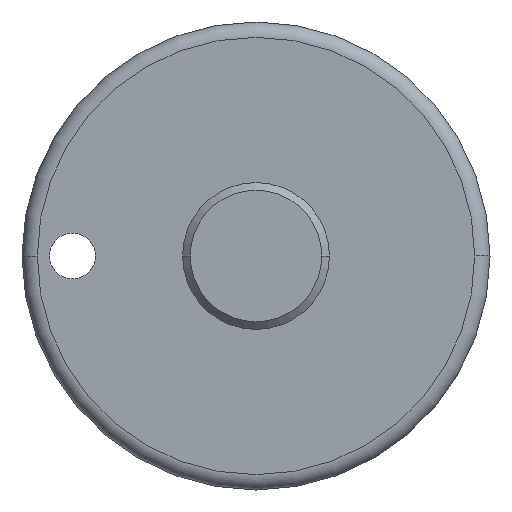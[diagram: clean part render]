
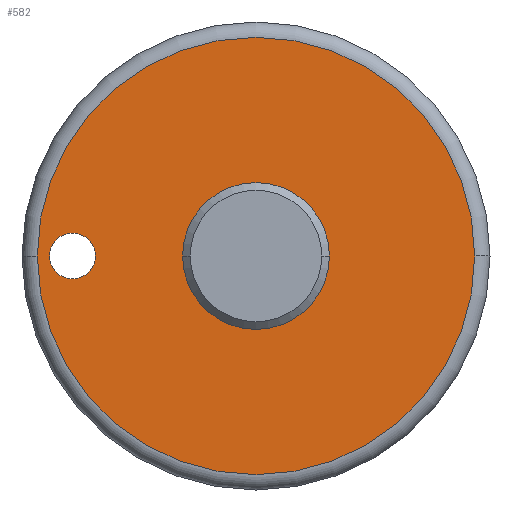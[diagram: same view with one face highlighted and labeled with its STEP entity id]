
A CAD part, left-side view. The second image highlights one B-rep face of the part: STEP entity #582.
In plain terms, the highlighted planar face has unit normal (-1, 0, 0).
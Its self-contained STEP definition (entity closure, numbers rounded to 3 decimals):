
#23 = CIRCLE ( 'NONE', #43, 14.3 ) ;
#43 = AXIS2_PLACEMENT_3D ( 'NONE', #528, #185, #604 ) ;
#74 = DIRECTION ( 'NONE',  ( 0., 1., 0. ) ) ;
#82 = PLANE ( 'NONE',  #136 ) ;
#93 = CARTESIAN_POINT ( 'NONE',  ( -96.681, 12.721, 0. ) ) ;
#136 = AXIS2_PLACEMENT_3D ( 'NONE', #773, #846, #522 ) ;
#185 = DIRECTION ( 'NONE',  ( -1., 0., 0. ) ) ;
#196 = CARTESIAN_POINT ( 'NONE',  ( -96.681, 0.721, 0. ) ) ;
#203 = ORIENTED_EDGE ( 'NONE', *, *, #774, .T. ) ;
#234 = CARTESIAN_POINT ( 'NONE',  ( -96.681, 0.721, 0. ) ) ;
#243 = EDGE_CURVE ( 'NONE', #905, #527, #621, .T. ) ;
#246 = CARTESIAN_POINT ( 'NONE',  ( -96.681, 12.721, 0. ) ) ;
#291 = CIRCLE ( 'NONE', #828, 4.8 ) ;
#292 = DIRECTION ( 'NONE',  ( -1., 0., 0. ) ) ;
#321 = DIRECTION ( 'NONE',  ( 0., 1., 0. ) ) ;
#327 = CIRCLE ( 'NONE', #1072, 4.8 ) ;
#337 = CARTESIAN_POINT ( 'NONE',  ( -96.681, -4.079, 0. ) ) ;
#346 = AXIS2_PLACEMENT_3D ( 'NONE', #246, #964, #74 ) ;
#442 = CARTESIAN_POINT ( 'NONE',  ( -96.681, 0.721, 0. ) ) ;
#449 = EDGE_CURVE ( 'NONE', #881, #517, #291, .T. ) ;
#451 = DIRECTION ( 'NONE',  ( 0., -1., 0. ) ) ;
#474 = DIRECTION ( 'NONE',  ( 1., 0., 0. ) ) ;
#484 = EDGE_LOOP ( 'NONE', ( #815, #583 ) ) ;
#497 = VERTEX_POINT ( 'NONE', #971 ) ;
#503 = EDGE_LOOP ( 'NONE', ( #901, #203 ) ) ;
#514 = CARTESIAN_POINT ( 'NONE',  ( -96.681, 11.221, 0. ) ) ;
#517 = VERTEX_POINT ( 'NONE', #602 ) ;
#522 = DIRECTION ( 'NONE',  ( 0., 1., 0. ) ) ;
#527 = VERTEX_POINT ( 'NONE', #979 ) ;
#528 = CARTESIAN_POINT ( 'NONE',  ( -96.681, 0.721, 0. ) ) ;
#567 = ORIENTED_EDGE ( 'NONE', *, *, #243, .T. ) ;
#582 = ADVANCED_FACE ( 'NONE', ( #643, #1020, #647 ), #82, .F. ) ;
#583 = ORIENTED_EDGE ( 'NONE', *, *, #747, .F. ) ;
#602 = CARTESIAN_POINT ( 'NONE',  ( -96.681, 5.521, 0. ) ) ;
#604 = DIRECTION ( 'NONE',  ( 0., 1., 0. ) ) ;
#615 = DIRECTION ( 'NONE',  ( 0., 1., 0. ) ) ;
#621 = CIRCLE ( 'NONE', #785, 14.3 ) ;
#622 = CARTESIAN_POINT ( 'NONE',  ( -96.681, -13.579, 0. ) ) ;
#643 = FACE_BOUND ( 'NONE', #503, .T. ) ;
#647 = FACE_BOUND ( 'NONE', #484, .T. ) ;
#681 = DIRECTION ( 'NONE',  ( -1., 0., 0. ) ) ;
#702 = AXIS2_PLACEMENT_3D ( 'NONE', #93, #474, #615 ) ;
#703 = CIRCLE ( 'NONE', #702, 1.5 ) ;
#747 = EDGE_CURVE ( 'NONE', #517, #881, #327, .T. ) ;
#773 = CARTESIAN_POINT ( 'NONE',  ( -96.681, 16.021, 0. ) ) ;
#774 = EDGE_CURVE ( 'NONE', #856, #497, #1067, .T. ) ;
#785 = AXIS2_PLACEMENT_3D ( 'NONE', #234, #681, #321 ) ;
#788 = EDGE_CURVE ( 'NONE', #497, #856, #703, .T. ) ;
#815 = ORIENTED_EDGE ( 'NONE', *, *, #449, .F. ) ;
#828 = AXIS2_PLACEMENT_3D ( 'NONE', #442, #292, #451 ) ;
#834 = EDGE_CURVE ( 'NONE', #527, #905, #23, .T. ) ;
#846 = DIRECTION ( 'NONE',  ( 1., 0., 0. ) ) ;
#856 = VERTEX_POINT ( 'NONE', #514 ) ;
#881 = VERTEX_POINT ( 'NONE', #337 ) ;
#884 = EDGE_LOOP ( 'NONE', ( #952, #567 ) ) ;
#901 = ORIENTED_EDGE ( 'NONE', *, *, #788, .T. ) ;
#905 = VERTEX_POINT ( 'NONE', #622 ) ;
#927 = DIRECTION ( 'NONE',  ( -1., 0., 0. ) ) ;
#952 = ORIENTED_EDGE ( 'NONE', *, *, #834, .T. ) ;
#964 = DIRECTION ( 'NONE',  ( 1., 0., 0. ) ) ;
#971 = CARTESIAN_POINT ( 'NONE',  ( -96.681, 14.221, 0. ) ) ;
#979 = CARTESIAN_POINT ( 'NONE',  ( -96.681, 15.021, 0. ) ) ;
#1020 = FACE_OUTER_BOUND ( 'NONE', #884, .T. ) ;
#1024 = DIRECTION ( 'NONE',  ( 0., -1., 0. ) ) ;
#1067 = CIRCLE ( 'NONE', #346, 1.5 ) ;
#1072 = AXIS2_PLACEMENT_3D ( 'NONE', #196, #927, #1024 ) ;
